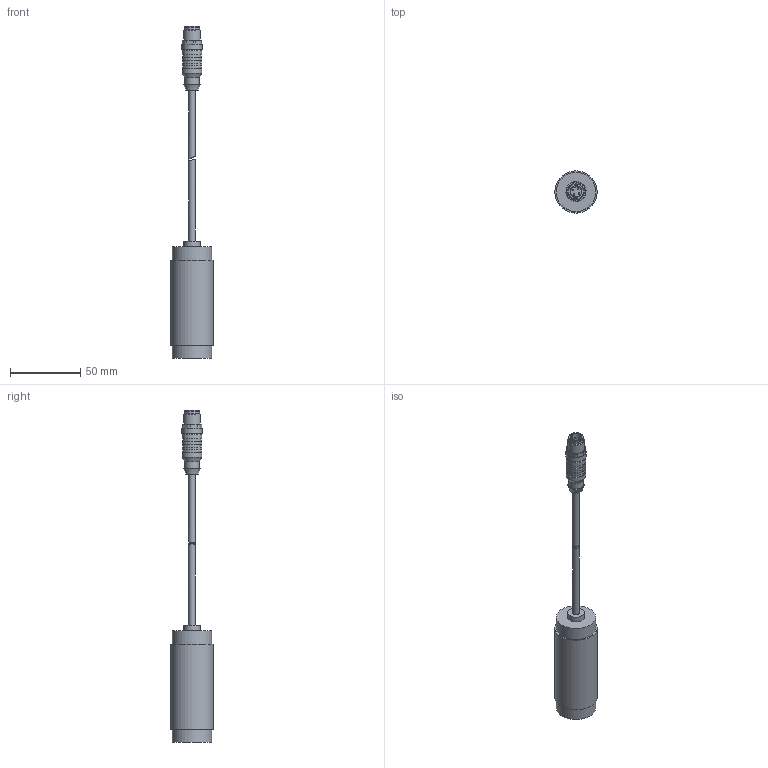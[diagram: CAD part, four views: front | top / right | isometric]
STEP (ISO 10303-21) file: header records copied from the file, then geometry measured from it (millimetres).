
FILE_DESCRIPTION(/* description */ (''),/* implementation_level */ '2;1');
FILE_NAME(/* name */ 'ipf_z3d_IN30E217.stp',/* time_stamp */ '2018-10-09T11:59:10+02:00',/* author */ ('g.aydin'),/* organization */ (''),/* preprocessor_version */ 'ST-DEVELOPER v15.2',/* originating_system */ 'Autodesk Inventor 2014',/* authorisation */ '');
FILE_SCHEMA (('AUTOMOTIVE_DESIGN { 1 0 10303 214 3 1 1 }'));
Length unit declared in the file: millimetre
Products named in the file (3): ipf_z3d_IN30E217; M12_Kabelstecker_4Pol
Bounding box: 30 x 30 x 235.68 mm (x, y, z)
Volume: 61692.9 mm3; surface area: 13086.2 mm2
Topology: 2 solids, 6 shells, 116 faces, 241 edges, 160 vertices
Faces by surface type: plane 50, cylinder 40, cone 14, torus 10, bspline 2
Full cylindrical faces by diameter (mm): 1 x4, 4.8 x2, 5.2 x1, 8.3 x1, 10.2 x1, 10.5 x1, 10.8 x1, 12 x2, 13 x3, 13.025 x1, 14 x4, 14.25 x1, 28 x2, 30 x1
Entity records: 3007 total; most frequent: CARTESIAN_POINT 571, DIRECTION 508, ORIENTED_EDGE 364, AXIS2_PLACEMENT_3D 222, EDGE_CURVE 182, EDGE_LOOP 181, VERTEX_POINT 143, ADVANCED_FACE 116
